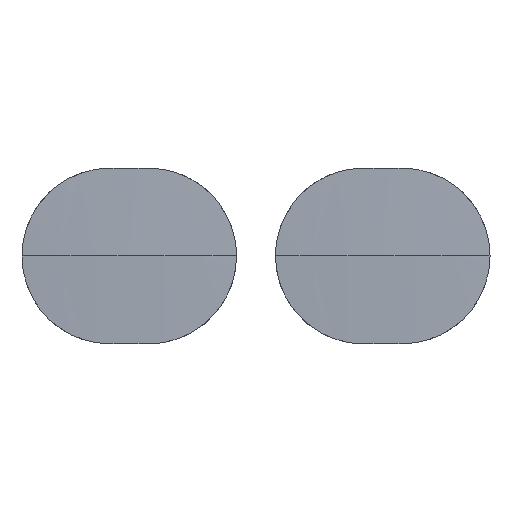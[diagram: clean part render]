
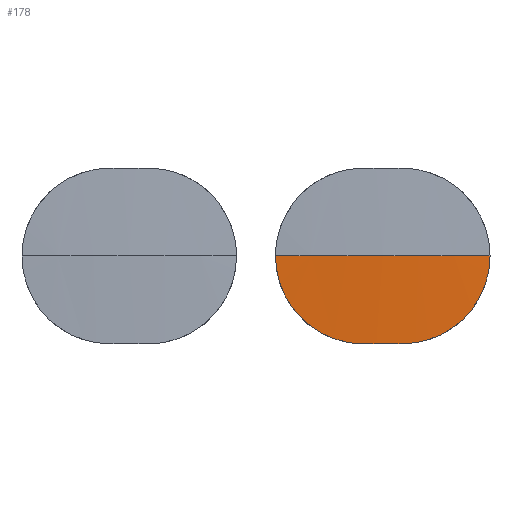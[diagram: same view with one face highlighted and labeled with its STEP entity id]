
A CAD part, top view. The second image highlights one B-rep face of the part: STEP entity #178.
In plain terms, the highlighted spherical face has radius 579.12 mm.
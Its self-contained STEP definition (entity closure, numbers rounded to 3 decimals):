
#2=CARTESIAN_POINT('',(32.5,-22.5,-534.4));
#3=DIRECTION('',(0.,-1.,0.));
#4=DIRECTION('',(0.009,0.,1.));
#5=AXIS2_PLACEMENT_3D('',#2,#3,#4);
#7=CARTESIAN_POINT('',(5.,0.,44.067));
#8=CARTESIAN_POINT('',(5.,-1.07,44.067));
#9=CARTESIAN_POINT('',(5.153,-3.211,44.068));
#10=CARTESIAN_POINT('',(5.84,-6.368,44.074));
#11=CARTESIAN_POINT('',(6.961,-9.374,44.084));
#12=CARTESIAN_POINT('',(8.512,-12.212,44.097));
#13=CARTESIAN_POINT('',(10.432,-14.778,44.114));
#14=CARTESIAN_POINT('',(12.721,-17.067,44.133));
#15=CARTESIAN_POINT('',(15.288,-18.989,44.156));
#16=CARTESIAN_POINT('',(18.124,-20.537,44.18));
#17=CARTESIAN_POINT('',(21.128,-21.658,44.206));
#18=CARTESIAN_POINT('',(24.289,-22.348,44.233));
#19=CARTESIAN_POINT('',(26.43,-22.5,44.252));
#20=CARTESIAN_POINT('',(27.5,-22.5,44.261));
#22=CARTESIAN_POINT('',(37.5,-22.5,44.261));
#23=CARTESIAN_POINT('',(38.57,-22.5,44.252));
#24=CARTESIAN_POINT('',(40.711,-22.348,44.233));
#25=CARTESIAN_POINT('',(43.872,-21.659,44.206));
#26=CARTESIAN_POINT('',(46.876,-20.538,44.18));
#27=CARTESIAN_POINT('',(49.712,-18.989,44.156));
#28=CARTESIAN_POINT('',(52.279,-17.067,44.133));
#29=CARTESIAN_POINT('',(54.567,-14.779,44.114));
#30=CARTESIAN_POINT('',(56.488,-12.213,44.097));
#31=CARTESIAN_POINT('',(58.039,-9.374,44.084));
#32=CARTESIAN_POINT('',(59.16,-6.367,44.074));
#33=CARTESIAN_POINT('',(59.847,-3.211,44.068));
#34=CARTESIAN_POINT('',(60.,-1.07,44.067));
#35=CARTESIAN_POINT('',(60.,0.,44.067));
#60=CARTESIAN_POINT('',(32.5,0.,-534.4));
#61=DIRECTION('',(0.,1.,0.));
#62=DIRECTION('',(0.,0.,1.));
#63=AXIS2_PLACEMENT_3D('',#60,#61,#62);
#65=CARTESIAN_POINT('',(32.5,0.,-534.4));
#66=DIRECTION('',(0.,-1.,0.));
#67=DIRECTION('',(0.,0.,1.));
#68=AXIS2_PLACEMENT_3D('',#65,#66,#67);
#142=CARTESIAN_POINT('',(37.5,-22.5,44.261));
#143=CARTESIAN_POINT('',(27.5,-22.5,44.261));
#144=VERTEX_POINT('',#142);
#145=VERTEX_POINT('',#143);
#146=VERTEX_POINT('',#35);
#147=VERTEX_POINT('',#7);
#159=CARTESIAN_POINT('',(32.5,0.,44.72));
#160=VERTEX_POINT('',#159);
#161=CARTESIAN_POINT('',(32.5,0.,-534.4));
#162=DIRECTION('',(0.,0.,1.));
#163=DIRECTION('',(1.,0.,0.));
#164=AXIS2_PLACEMENT_3D('',#161,#162,#163);
#165=SPHERICAL_SURFACE('',#164,579.12);
#167=ORIENTED_EDGE('',*,*,#166,.T.);
#169=ORIENTED_EDGE('',*,*,#168,.F.);
#171=ORIENTED_EDGE('',*,*,#170,.F.);
#173=ORIENTED_EDGE('',*,*,#172,.T.);
#175=ORIENTED_EDGE('',*,*,#174,.F.);
#176=EDGE_LOOP('',(#167,#169,#171,#173,#175));
#177=FACE_OUTER_BOUND('',#176,.F.);
#178=ADVANCED_FACE('',(#177),#165,.T.);
#6=CIRCLE('',#5,578.683);
#21=B_SPLINE_CURVE_WITH_KNOTS('',3,(#7,#8,#9,#10,#11,#12,#13,#14,#15,#16,#17,
#18,#19,#20),.UNSPECIFIED.,.F.,.F.,(4,1,1,1,1,1,1,1,1,1,1,4),(0.,
0.091,0.182,0.273,0.364,
0.455,0.545,0.636,0.727,
0.818,0.909,1.),.UNSPECIFIED.);
#36=B_SPLINE_CURVE_WITH_KNOTS('',3,(#22,#23,#24,#25,#26,#27,#28,#29,#30,#31,#32,
#33,#34,#35),.UNSPECIFIED.,.F.,.F.,(4,1,1,1,1,1,1,1,1,1,1,4),(0.,
0.091,0.182,0.273,0.364,
0.455,0.545,0.636,0.727,
0.818,0.909,1.),.UNSPECIFIED.);
#64=CIRCLE('',#63,579.12);
#69=CIRCLE('',#68,579.12);
#166=EDGE_CURVE('',#144,#145,#6,.T.);
#168=EDGE_CURVE('',#147,#145,#21,.T.);
#170=EDGE_CURVE('',#160,#147,#69,.T.);
#172=EDGE_CURVE('',#160,#146,#64,.T.);
#174=EDGE_CURVE('',#144,#146,#36,.T.);
